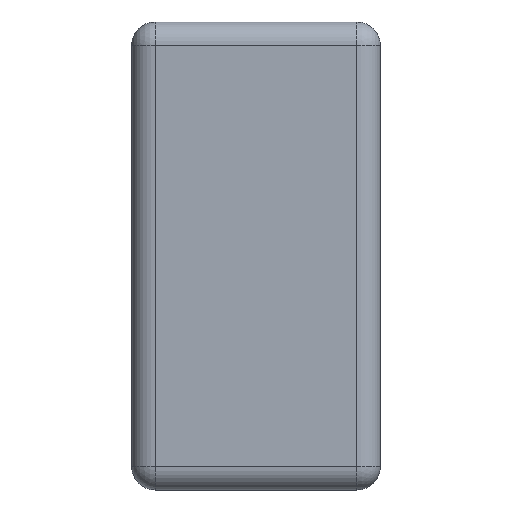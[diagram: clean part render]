
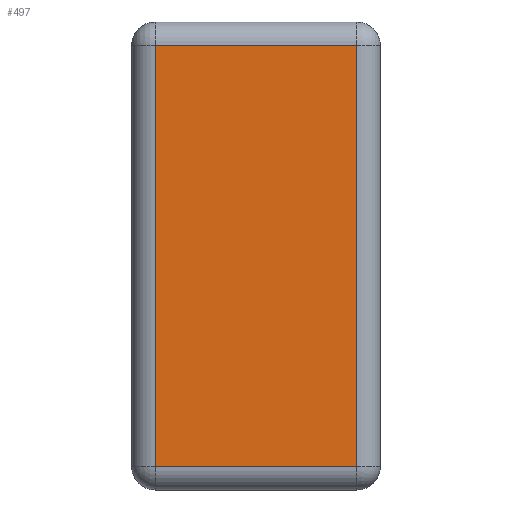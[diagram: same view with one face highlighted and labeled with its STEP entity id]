
A CAD part, left-side view. The second image highlights one B-rep face of the part: STEP entity #497.
In plain terms, the highlighted planar face has unit normal (-1, 0, 0).
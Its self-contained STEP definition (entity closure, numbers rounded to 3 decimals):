
#49 = AXIS2_PLACEMENT_3D ( 'NONE', #326, #538, #1215 ) ;
#104 = LINE ( 'NONE', #178, #850 ) ;
#166 = CARTESIAN_POINT ( 'NONE',  ( -1.6, 0.08, 0.72 ) ) ;
#178 = CARTESIAN_POINT ( 'NONE',  ( -1.6, 0.08, -0.8 ) ) ;
#190 = EDGE_CURVE ( 'NONE', #1108, #844, #838, .T. ) ;
#267 = CARTESIAN_POINT ( 'NONE',  ( -1.6, 0.77, -0.8 ) ) ;
#272 = VECTOR ( 'NONE', #1243, 1000. ) ;
#326 = CARTESIAN_POINT ( 'NONE',  ( -1.6, 0.85, -0.8 ) ) ;
#331 = CARTESIAN_POINT ( 'NONE',  ( -1.6, 0.08, -0.72 ) ) ;
#337 = PLANE ( 'NONE',  #49 ) ;
#368 = CARTESIAN_POINT ( 'NONE',  ( -1.6, 0.85, -0.72 ) ) ;
#401 = EDGE_CURVE ( 'NONE', #754, #1108, #1153, .T. ) ;
#497 = ADVANCED_FACE ( 'NONE', ( #822 ), #337, .F. ) ;
#505 = DIRECTION ( 'NONE',  ( 0., 0., 1. ) ) ;
#522 = ORIENTED_EDGE ( 'NONE', *, *, #190, .T. ) ;
#537 = CARTESIAN_POINT ( 'NONE',  ( -1.6, 0.77, 0.72 ) ) ;
#538 = DIRECTION ( 'NONE',  ( 1., 0., 0. ) ) ;
#562 = LINE ( 'NONE', #368, #1071 ) ;
#691 = ORIENTED_EDGE ( 'NONE', *, *, #401, .T. ) ;
#711 = CARTESIAN_POINT ( 'NONE',  ( -1.6, 0.85, 0.72 ) ) ;
#722 = ORIENTED_EDGE ( 'NONE', *, *, #808, .T. ) ;
#754 = VERTEX_POINT ( 'NONE', #166 ) ;
#765 = VECTOR ( 'NONE', #798, 1000. ) ;
#798 = DIRECTION ( 'NONE',  ( 0., 1., 0. ) ) ;
#808 = EDGE_CURVE ( 'NONE', #844, #1139, #562, .T. ) ;
#822 = FACE_OUTER_BOUND ( 'NONE', #974, .T. ) ;
#838 = LINE ( 'NONE', #267, #272 ) ;
#844 = VERTEX_POINT ( 'NONE', #1145 ) ;
#850 = VECTOR ( 'NONE', #505, 1000. ) ;
#870 = EDGE_CURVE ( 'NONE', #1139, #754, #104, .T. ) ;
#923 = ORIENTED_EDGE ( 'NONE', *, *, #870, .T. ) ;
#974 = EDGE_LOOP ( 'NONE', ( #522, #722, #923, #691 ) ) ;
#1071 = VECTOR ( 'NONE', #1241, 1000. ) ;
#1108 = VERTEX_POINT ( 'NONE', #537 ) ;
#1139 = VERTEX_POINT ( 'NONE', #331 ) ;
#1145 = CARTESIAN_POINT ( 'NONE',  ( -1.6, 0.77, -0.72 ) ) ;
#1153 = LINE ( 'NONE', #711, #765 ) ;
#1215 = DIRECTION ( 'NONE',  ( 0., 0., -1. ) ) ;
#1241 = DIRECTION ( 'NONE',  ( 0., -1., 0. ) ) ;
#1243 = DIRECTION ( 'NONE',  ( 0., 0., -1. ) ) ;
